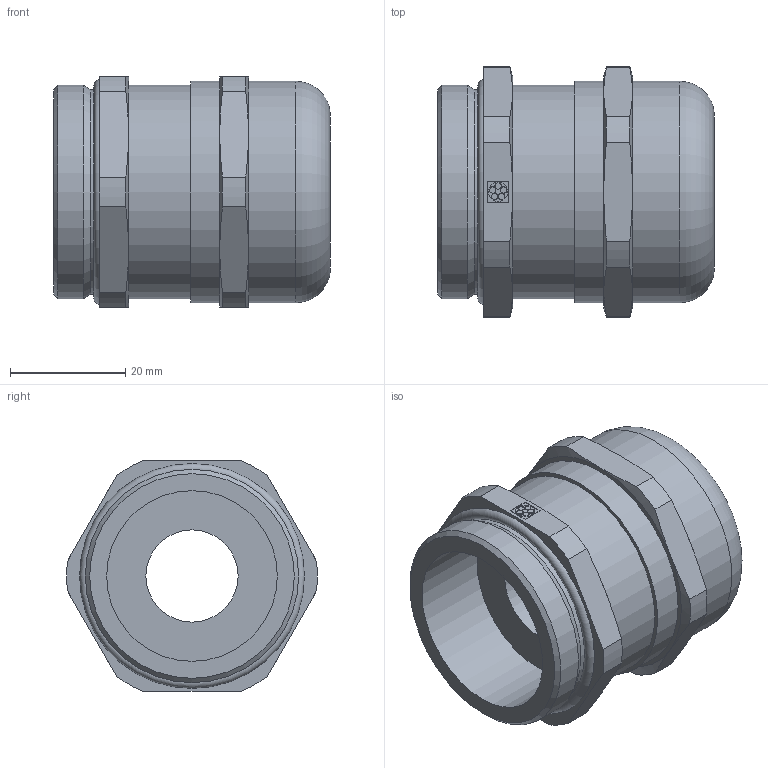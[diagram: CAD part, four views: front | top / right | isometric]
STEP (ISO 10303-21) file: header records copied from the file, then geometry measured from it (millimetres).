
FILE_DESCRIPTION( ( 'STEP AP214' ), '1' );
FILE_NAME( 'SKINTOP MS PG 29 Art. Nr. 52015760(F=16).stp', '2020-06-03T09:22:03', ( 'License CC BY-ND 4.0' ), ( 'CADENAS' ), ' ', 'PARTsolutions', ' ' );
FILE_SCHEMA( ( 'AUTOMOTIVE_DESIGN { 1 0 10303 214 1 1 1 1 }' ) );
Length unit declared in the file: millimetre
Products named in the file (1): _SKINTOP MS PG 29      Art. Nr. 52015760(F=16)
Bounding box: 48 x 43.47 x 40 mm (x, y, z)
Volume: 38893.7 mm3; surface area: 11386.5 mm2
Topology: 1 solids, 1 shells, 87 faces, 208 edges, 131 vertices
Faces by surface type: plane 36, cylinder 29, cone 20, torus 2
Full cylindrical faces by diameter (mm): 16 x1, 29.6 x1, 35.5 x1, 37 x2, 38.4 x2
Entity records: 3214 total; most frequent: CARTESIAN_POINT 524, DIRECTION 416, ORIENTED_EDGE 394, EDGE_CURVE 197, AXIS2_PLACEMENT_3D 167, VERTEX_POINT 131, EDGE_LOOP 108, FACE_OUTER_BOUND 96
